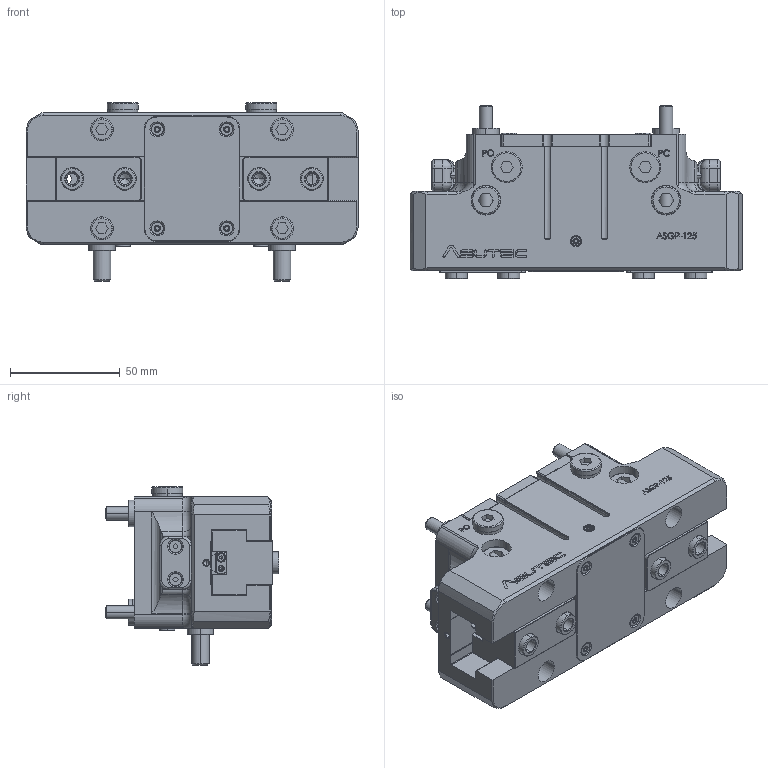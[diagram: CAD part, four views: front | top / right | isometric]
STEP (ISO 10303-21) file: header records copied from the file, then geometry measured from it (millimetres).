
FILE_DESCRIPTION (( 'STEP AP203' ), '1' );
FILE_NAME ('ASUTEC_ASGP-125.STEP', '2019-11-09T18:59:32', ( '' ), ( '' ), 'SwSTEP 2.0', 'SolidWorks 2015', '' );
FILE_SCHEMA (( 'CONFIG_CONTROL_DESIGN' ));
Length unit declared in the file: millimetre
Products named in the file (12): 10000061 M6x55; Greiferbacke ASGP-125; Zentrierhuelse-konfigurierbar_D12d8.2L7<standard>; Abdeckung ASGP-125; ASUTEC_ASGP-125; Positionsabfrage_links_ASGP-125; Positionsabfrage_rechts_ASGP-125; Schalterhalter ab ASGP-63; 14010000 Blindstopfen G 1_8; 12000092 O-Ring 5x1_Flanschdichtung <Standard>; 10000084 M8x65; Grundgehäuse-ASGP-125_Step <Standard>
Assembly tree (24 placements, depth 2):
  ASUTEC_ASGP-125
    Grundgehäuse-ASGP-125_Step <Standard>
    Greiferbacke ASGP-125  x2
    Abdeckung ASGP-125
    Positionsabfrage_links_ASGP-125
    Positionsabfrage_rechts_ASGP-125
    Schalterhalter ab ASGP-63  x2
    14010000 Blindstopfen G 1_8  x2
    12000092 O-Ring 5x1_Flanschdichtung <Standard>  x4
    10000084 M8x65  x2
    10000061 M6x55  x4
    Zentrierhuelse-konfigurierbar_D12d8.2L7<standard>  x4
Bounding box: 151 x 79 x 81.1 mm (x, y, z)
Volume: 457206.2 mm3; surface area: 106398.2 mm2
Topology: 24 solids, 24 shells, 2294 faces, 5602 edges, 3470 vertices
Faces by surface type: cylinder 771, plane 704, cone 508, torus 158, bspline 149, sphere 4
Entity records: 69607 total; most frequent: CARTESIAN_POINT 24543, ORIENTED_EDGE 9372, DIRECTION 8451, EDGE_CURVE 4686, AXIS2_PLACEMENT_3D 3127, VERTEX_POINT 2953, LINE 2197, VECTOR 2197
